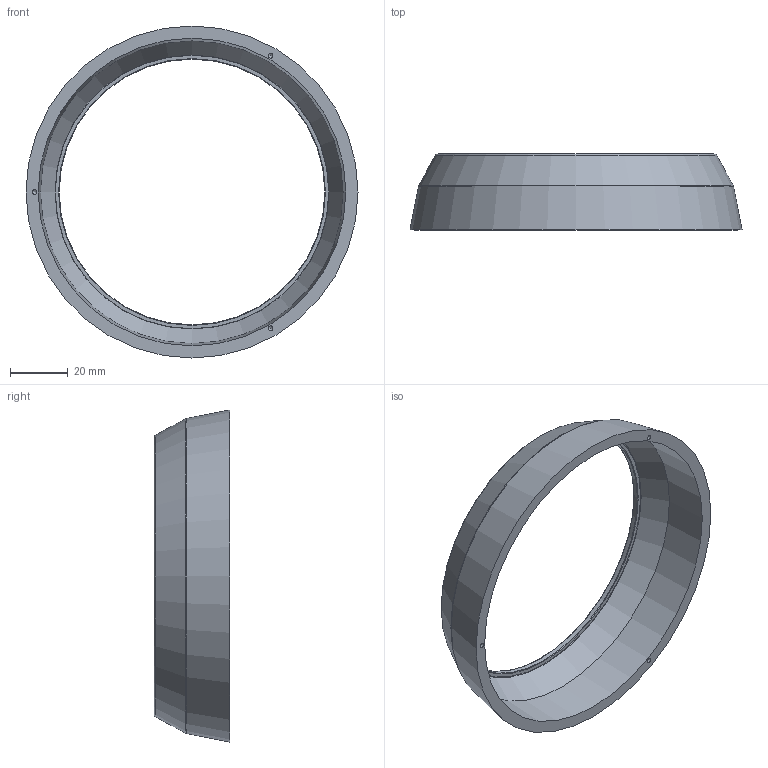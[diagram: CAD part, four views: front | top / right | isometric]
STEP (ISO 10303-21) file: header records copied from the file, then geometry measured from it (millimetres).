
FILE_DESCRIPTION(/* description */ (''),/* implementation_level */ '2;1');
FILE_NAME(/* name */ 'Morini Cockpit Aluring.stp',/* time_stamp */ '2020-05-02T21:54:24+02:00',/* author */ ('mfr'),/* organization */ (''),/* preprocessor_version */ 'ST-DEVELOPER v16.5',/* originating_system */ 'Autodesk Inventor 2017',/* authorisation */ '');
FILE_SCHEMA (('AUTOMOTIVE_DESIGN { 1 0 10303 214 3 1 1 }'));
Length unit declared in the file: millimetre
Products named in the file (1): Morini Cockpit Aluring
Bounding box: 115 x 26.3 x 115 mm (x, y, z)
Volume: 23919.6 mm3; surface area: 21089 mm2
Topology: 1 solids, 1 shells, 19 faces, 38 edges, 22 vertices
Faces by surface type: cone 7, torus 5, cylinder 4, plane 3
Full cylindrical faces by diameter (mm): 1.6 x3, 92 x1
Entity records: 418 total; most frequent: DIRECTION 78, CARTESIAN_POINT 58, AXIS2_PLACEMENT_3D 39, EDGE_LOOP 38, ORIENTED_EDGE 38, FACE_BOUND 19, FACE_OUTER_BOUND 19, CIRCLE 19
